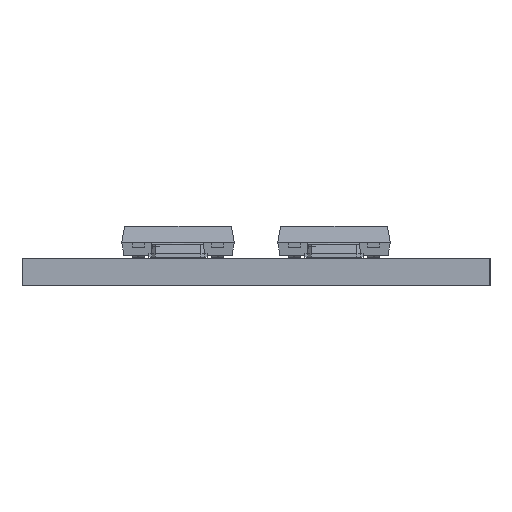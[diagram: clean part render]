
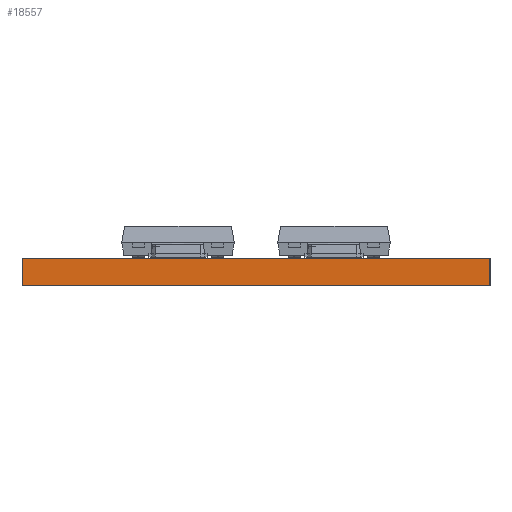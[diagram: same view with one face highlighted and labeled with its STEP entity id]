
A CAD part, left-side view. The second image highlights one B-rep face of the part: STEP entity #18557.
In plain terms, the highlighted planar face has unit normal (-1, 0, 0).
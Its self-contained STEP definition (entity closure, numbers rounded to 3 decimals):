
#18294 = EDGE_CURVE('',#18295,#18297,#18299,.T.);
#18295 = VERTEX_POINT('',#18296);
#18296 = CARTESIAN_POINT('',(-480.,13.5,0.));
#18297 = VERTEX_POINT('',#18298);
#18298 = CARTESIAN_POINT('',(-480.,13.5,1.6));
#18299 = SURFACE_CURVE('',#18300,(#18304,#18316),.PCURVE_S1.);
#18300 = LINE('',#18301,#18302);
#18301 = CARTESIAN_POINT('',(-480.,13.5,0.));
#18302 = VECTOR('',#18303,1.);
#18303 = DIRECTION('',(0.,0.,1.));
#18304 = PCURVE('',#18305,#18310);
#18305 = PLANE('',#18306);
#18306 = AXIS2_PLACEMENT_3D('',#18307,#18308,#18309);
#18307 = CARTESIAN_POINT('',(-480.,13.5,0.));
#18308 = DIRECTION('',(0.,1.,0.));
#18309 = DIRECTION('',(1.,0.,0.));
#18310 = DEFINITIONAL_REPRESENTATION('',(#18311),#18315);
#18311 = LINE('',#18312,#18313);
#18312 = CARTESIAN_POINT('',(0.,0.));
#18313 = VECTOR('',#18314,1.);
#18314 = DIRECTION('',(0.,-1.));
#18315 = ( GEOMETRIC_REPRESENTATION_CONTEXT(2) 
PARAMETRIC_REPRESENTATION_CONTEXT() REPRESENTATION_CONTEXT('2D SPACE',''
  ) );
#18316 = PCURVE('',#18317,#18322);
#18317 = PLANE('',#18318);
#18318 = AXIS2_PLACEMENT_3D('',#18319,#18320,#18321);
#18319 = CARTESIAN_POINT('',(-480.,-13.5,0.));
#18320 = DIRECTION('',(-1.,0.,0.));
#18321 = DIRECTION('',(0.,1.,0.));
#18322 = DEFINITIONAL_REPRESENTATION('',(#18323),#18327);
#18323 = LINE('',#18324,#18325);
#18324 = CARTESIAN_POINT('',(27.,0.));
#18325 = VECTOR('',#18326,1.);
#18326 = DIRECTION('',(0.,-1.));
#18327 = ( GEOMETRIC_REPRESENTATION_CONTEXT(2) 
PARAMETRIC_REPRESENTATION_CONTEXT() REPRESENTATION_CONTEXT('2D SPACE',''
  ) );
#18345 = PLANE('',#18346);
#18346 = AXIS2_PLACEMENT_3D('',#18347,#18348,#18349);
#18347 = CARTESIAN_POINT('',(0.,0.,1.6));
#18348 = DIRECTION('',(-0.,-0.,-1.));
#18349 = DIRECTION('',(-1.,0.,0.));
#18399 = PLANE('',#18400);
#18400 = AXIS2_PLACEMENT_3D('',#18401,#18402,#18403);
#18401 = CARTESIAN_POINT('',(0.,0.,0.));
#18402 = DIRECTION('',(-0.,-0.,-1.));
#18403 = DIRECTION('',(-1.,0.,0.));
#18454 = PLANE('',#18455);
#18455 = AXIS2_PLACEMENT_3D('',#18456,#18457,#18458);
#18456 = CARTESIAN_POINT('',(480.,-13.5,0.));
#18457 = DIRECTION('',(0.,-1.,0.));
#18458 = DIRECTION('',(-1.,0.,0.));
#18492 = VERTEX_POINT('',#18493);
#18493 = CARTESIAN_POINT('',(-480.,-13.5,1.6));
#18514 = EDGE_CURVE('',#18515,#18492,#18517,.T.);
#18515 = VERTEX_POINT('',#18516);
#18516 = CARTESIAN_POINT('',(-480.,-13.5,0.));
#18517 = SURFACE_CURVE('',#18518,(#18522,#18529),.PCURVE_S1.);
#18518 = LINE('',#18519,#18520);
#18519 = CARTESIAN_POINT('',(-480.,-13.5,0.));
#18520 = VECTOR('',#18521,1.);
#18521 = DIRECTION('',(0.,0.,1.));
#18522 = PCURVE('',#18454,#18523);
#18523 = DEFINITIONAL_REPRESENTATION('',(#18524),#18528);
#18524 = LINE('',#18525,#18526);
#18525 = CARTESIAN_POINT('',(960.,0.));
#18526 = VECTOR('',#18527,1.);
#18527 = DIRECTION('',(0.,-1.));
#18528 = ( GEOMETRIC_REPRESENTATION_CONTEXT(2) 
PARAMETRIC_REPRESENTATION_CONTEXT() REPRESENTATION_CONTEXT('2D SPACE',''
  ) );
#18529 = PCURVE('',#18317,#18530);
#18530 = DEFINITIONAL_REPRESENTATION('',(#18531),#18535);
#18531 = LINE('',#18532,#18533);
#18532 = CARTESIAN_POINT('',(0.,0.));
#18533 = VECTOR('',#18534,1.);
#18534 = DIRECTION('',(0.,-1.));
#18535 = ( GEOMETRIC_REPRESENTATION_CONTEXT(2) 
PARAMETRIC_REPRESENTATION_CONTEXT() REPRESENTATION_CONTEXT('2D SPACE',''
  ) );
#18557 = ADVANCED_FACE('',(#18558),#18317,.T.);
#18558 = FACE_BOUND('',#18559,.T.);
#18559 = EDGE_LOOP('',(#18560,#18561,#18582,#18583));
#18560 = ORIENTED_EDGE('',*,*,#18514,.T.);
#18561 = ORIENTED_EDGE('',*,*,#18562,.T.);
#18562 = EDGE_CURVE('',#18492,#18297,#18563,.T.);
#18563 = SURFACE_CURVE('',#18564,(#18568,#18575),.PCURVE_S1.);
#18564 = LINE('',#18565,#18566);
#18565 = CARTESIAN_POINT('',(-480.,-13.5,1.6));
#18566 = VECTOR('',#18567,1.);
#18567 = DIRECTION('',(0.,1.,0.));
#18568 = PCURVE('',#18317,#18569);
#18569 = DEFINITIONAL_REPRESENTATION('',(#18570),#18574);
#18570 = LINE('',#18571,#18572);
#18571 = CARTESIAN_POINT('',(0.,-1.6));
#18572 = VECTOR('',#18573,1.);
#18573 = DIRECTION('',(1.,0.));
#18574 = ( GEOMETRIC_REPRESENTATION_CONTEXT(2) 
PARAMETRIC_REPRESENTATION_CONTEXT() REPRESENTATION_CONTEXT('2D SPACE',''
  ) );
#18575 = PCURVE('',#18345,#18576);
#18576 = DEFINITIONAL_REPRESENTATION('',(#18577),#18581);
#18577 = LINE('',#18578,#18579);
#18578 = CARTESIAN_POINT('',(480.,-13.5));
#18579 = VECTOR('',#18580,1.);
#18580 = DIRECTION('',(0.,1.));
#18581 = ( GEOMETRIC_REPRESENTATION_CONTEXT(2) 
PARAMETRIC_REPRESENTATION_CONTEXT() REPRESENTATION_CONTEXT('2D SPACE',''
  ) );
#18582 = ORIENTED_EDGE('',*,*,#18294,.F.);
#18583 = ORIENTED_EDGE('',*,*,#18584,.F.);
#18584 = EDGE_CURVE('',#18515,#18295,#18585,.T.);
#18585 = SURFACE_CURVE('',#18586,(#18590,#18597),.PCURVE_S1.);
#18586 = LINE('',#18587,#18588);
#18587 = CARTESIAN_POINT('',(-480.,-13.5,0.));
#18588 = VECTOR('',#18589,1.);
#18589 = DIRECTION('',(0.,1.,0.));
#18590 = PCURVE('',#18317,#18591);
#18591 = DEFINITIONAL_REPRESENTATION('',(#18592),#18596);
#18592 = LINE('',#18593,#18594);
#18593 = CARTESIAN_POINT('',(0.,0.));
#18594 = VECTOR('',#18595,1.);
#18595 = DIRECTION('',(1.,0.));
#18596 = ( GEOMETRIC_REPRESENTATION_CONTEXT(2) 
PARAMETRIC_REPRESENTATION_CONTEXT() REPRESENTATION_CONTEXT('2D SPACE',''
  ) );
#18597 = PCURVE('',#18399,#18598);
#18598 = DEFINITIONAL_REPRESENTATION('',(#18599),#18603);
#18599 = LINE('',#18600,#18601);
#18600 = CARTESIAN_POINT('',(480.,-13.5));
#18601 = VECTOR('',#18602,1.);
#18602 = DIRECTION('',(0.,1.));
#18603 = ( GEOMETRIC_REPRESENTATION_CONTEXT(2) 
PARAMETRIC_REPRESENTATION_CONTEXT() REPRESENTATION_CONTEXT('2D SPACE',''
  ) );
